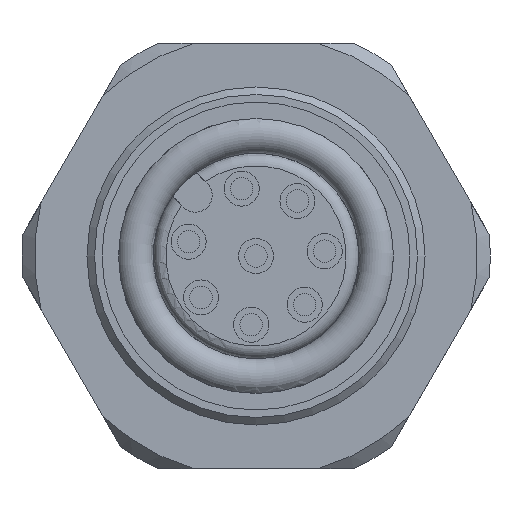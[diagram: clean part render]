
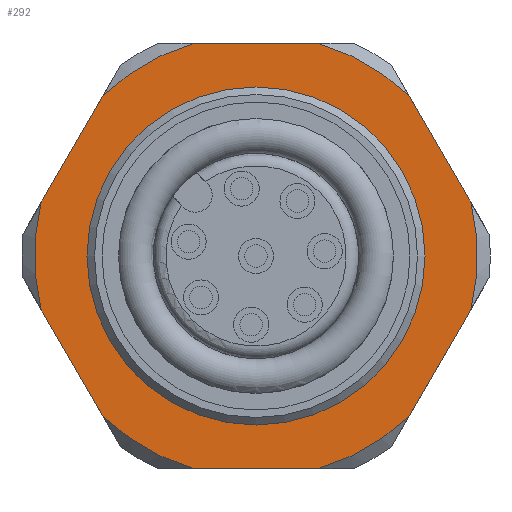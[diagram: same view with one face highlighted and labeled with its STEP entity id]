
A CAD part, front view. The second image highlights one B-rep face of the part: STEP entity #292.
In plain terms, the highlighted planar face has unit normal (0, -1, 0).
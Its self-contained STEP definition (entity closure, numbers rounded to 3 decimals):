
#47=PLANE('',#1913);
#114=LINE('',#2866,#154);
#115=LINE('',#2867,#155);
#116=LINE('',#2868,#156);
#117=LINE('',#2869,#157);
#118=LINE('',#2870,#158);
#119=LINE('',#2874,#159);
#154=VECTOR('',#2237,1.);
#155=VECTOR('',#2238,1.);
#156=VECTOR('',#2239,1.);
#157=VECTOR('',#2240,1.);
#158=VECTOR('',#2241,1.);
#159=VECTOR('',#2244,1.);
#292=ADVANCED_FACE('',(#494,#495),#47,.F.);
#494=FACE_BOUND('',#706,.T.);
#495=FACE_BOUND('',#707,.T.);
#706=EDGE_LOOP('',(#988,#989,#990,#991,#992,#993,#994,#995,#996,#997,#998,
#999));
#707=EDGE_LOOP('',(#1000));
#988=ORIENTED_EDGE('',*,*,#1530,.F.);
#989=ORIENTED_EDGE('',*,*,#1569,.T.);
#990=ORIENTED_EDGE('',*,*,#1532,.F.);
#991=ORIENTED_EDGE('',*,*,#1570,.T.);
#992=ORIENTED_EDGE('',*,*,#1536,.F.);
#993=ORIENTED_EDGE('',*,*,#1571,.T.);
#994=ORIENTED_EDGE('',*,*,#1540,.F.);
#995=ORIENTED_EDGE('',*,*,#1572,.T.);
#996=ORIENTED_EDGE('',*,*,#1544,.F.);
#997=ORIENTED_EDGE('',*,*,#1573,.T.);
#998=ORIENTED_EDGE('',*,*,#1574,.F.);
#999=ORIENTED_EDGE('',*,*,#1575,.T.);
#1000=ORIENTED_EDGE('',*,*,#1568,.T.);
#1356=VERTEX_POINT('',#2750);
#1357=VERTEX_POINT('',#2752);
#1358=VERTEX_POINT('',#2759);
#1359=VERTEX_POINT('',#2760);
#1362=VERTEX_POINT('',#2774);
#1363=VERTEX_POINT('',#2775);
#1366=VERTEX_POINT('',#2789);
#1367=VERTEX_POINT('',#2790);
#1370=VERTEX_POINT('',#2804);
#1371=VERTEX_POINT('',#2805);
#1390=VERTEX_POINT('',#2864);
#1391=VERTEX_POINT('',#2871);
#1392=VERTEX_POINT('',#2873);
#1530=EDGE_CURVE('',#1356,#1357,#1737,.T.);
#1532=EDGE_CURVE('',#1358,#1359,#1738,.T.);
#1536=EDGE_CURVE('',#1362,#1363,#1740,.T.);
#1540=EDGE_CURVE('',#1366,#1367,#1742,.T.);
#1544=EDGE_CURVE('',#1370,#1371,#1744,.T.);
#1568=EDGE_CURVE('',#1390,#1390,#1756,.T.);
#1569=EDGE_CURVE('',#1356,#1359,#114,.T.);
#1570=EDGE_CURVE('',#1358,#1363,#115,.T.);
#1571=EDGE_CURVE('',#1362,#1367,#116,.T.);
#1572=EDGE_CURVE('',#1366,#1371,#117,.T.);
#1573=EDGE_CURVE('',#1370,#1391,#118,.T.);
#1574=EDGE_CURVE('',#1392,#1391,#1757,.T.);
#1575=EDGE_CURVE('',#1392,#1357,#119,.T.);
#1737=CIRCLE('',#1877,8.85);
#1738=CIRCLE('',#1879,8.85);
#1740=CIRCLE('',#1882,8.85);
#1742=CIRCLE('',#1885,8.85);
#1744=CIRCLE('',#1888,8.85);
#1756=CIRCLE('',#1910,6.75);
#1757=CIRCLE('',#1912,8.85);
#1877=AXIS2_PLACEMENT_3D('',#2751,#2157,#2158);
#1879=AXIS2_PLACEMENT_3D('',#2758,#2161,#2162);
#1882=AXIS2_PLACEMENT_3D('',#2773,#2167,#2168);
#1885=AXIS2_PLACEMENT_3D('',#2788,#2173,#2174);
#1888=AXIS2_PLACEMENT_3D('',#2803,#2179,#2180);
#1910=AXIS2_PLACEMENT_3D('',#2863,#2233,#2234);
#1912=AXIS2_PLACEMENT_3D('',#2872,#2242,#2243);
#1913=AXIS2_PLACEMENT_3D('',#2875,#2245,#2246);
#2157=DIRECTION('',(0.,1.,0.));
#2158=DIRECTION('',(1.,0.,0.));
#2161=DIRECTION('',(0.,1.,0.));
#2162=DIRECTION('',(1.,0.,0.));
#2167=DIRECTION('',(0.,1.,0.));
#2168=DIRECTION('',(1.,0.,0.));
#2173=DIRECTION('',(0.,1.,0.));
#2174=DIRECTION('',(1.,0.,0.));
#2179=DIRECTION('',(0.,1.,0.));
#2180=DIRECTION('',(1.,0.,0.));
#2233=DIRECTION('',(0.,1.,0.));
#2234=DIRECTION('',(1.,0.,0.));
#2237=DIRECTION('',(-0.5,0.,-0.866));
#2238=DIRECTION('',(0.5,0.,-0.866));
#2239=DIRECTION('',(1.,0.,0.));
#2240=DIRECTION('',(0.5,0.,0.866));
#2241=DIRECTION('',(-0.5,0.,0.866));
#2242=DIRECTION('',(0.,1.,0.));
#2243=DIRECTION('',(1.,0.,0.));
#2244=DIRECTION('',(-1.,0.,0.));
#2245=DIRECTION('',(0.,1.,0.));
#2246=DIRECTION('',(-1.,0.,0.));
#2750=CARTESIAN_POINT('',(11.256,-6.885,6.384));
#2751=CARTESIAN_POINT('',(17.385,-6.885,0.));
#2752=CARTESIAN_POINT('',(14.921,-6.885,8.5));
#2758=CARTESIAN_POINT('',(17.385,-6.885,0.));
#2759=CARTESIAN_POINT('',(8.792,-6.885,-2.116));
#2760=CARTESIAN_POINT('',(8.792,-6.885,2.116));
#2773=CARTESIAN_POINT('',(17.385,-6.885,0.));
#2774=CARTESIAN_POINT('',(14.921,-6.885,-8.5));
#2775=CARTESIAN_POINT('',(11.256,-6.885,-6.384));
#2788=CARTESIAN_POINT('',(17.385,-6.885,0.));
#2789=CARTESIAN_POINT('',(23.514,-6.885,-6.384));
#2790=CARTESIAN_POINT('',(19.85,-6.885,-8.5));
#2803=CARTESIAN_POINT('',(17.385,-6.885,0.));
#2804=CARTESIAN_POINT('',(25.979,-6.885,2.116));
#2805=CARTESIAN_POINT('',(25.979,-6.885,-2.116));
#2863=CARTESIAN_POINT('',(17.385,-6.885,0.));
#2864=CARTESIAN_POINT('',(24.135,-6.885,0.));
#2866=CARTESIAN_POINT('',(7.101,-6.885,-0.812));
#2867=CARTESIAN_POINT('',(12.947,-6.885,-9.313));
#2868=CARTESIAN_POINT('',(17.385,-6.885,-8.5));
#2869=CARTESIAN_POINT('',(21.824,-6.885,-9.313));
#2870=CARTESIAN_POINT('',(27.669,-6.885,-0.813));
#2871=CARTESIAN_POINT('',(23.514,-6.885,6.384));
#2872=CARTESIAN_POINT('',(17.385,-6.885,0.));
#2873=CARTESIAN_POINT('',(19.85,-6.885,8.5));
#2874=CARTESIAN_POINT('',(17.385,-6.885,8.5));
#2875=CARTESIAN_POINT('',(17.385,-6.885,-6.75));
